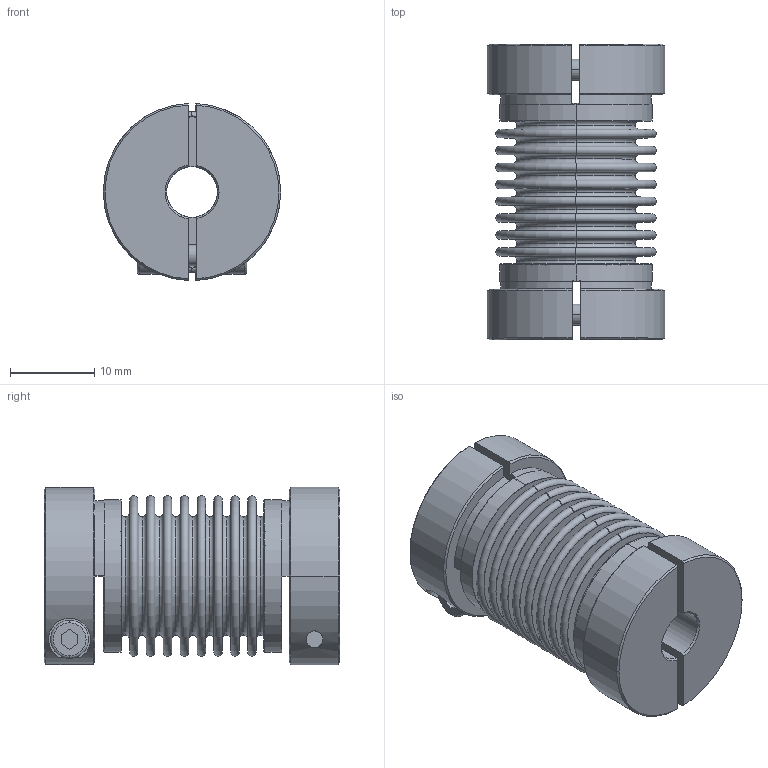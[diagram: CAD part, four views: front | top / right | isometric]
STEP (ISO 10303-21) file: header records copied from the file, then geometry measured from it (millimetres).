
FILE_DESCRIPTION (( 'STEP AP203' ), '1' );
FILE_NAME ('M074_9403_06-06.STEP', '2018-07-23T07:06:01', ( '' ), ( '' ), 'SwSTEP 2.0', 'SolidWorks 2016', '' );
FILE_SCHEMA (( 'CONFIG_CONTROL_DESIGN' ));
Length unit declared in the file: millimetre
Products named in the file (1): M074_9403_06-06
Bounding box: 21 x 35 x 20.98 mm (x, y, z)
Volume: 4966 mm3; surface area: 9787.4 mm2
Topology: 5 solids, 5 shells, 266 faces, 584 edges, 368 vertices
Faces by surface type: torus 108, plane 86, cylinder 46, cone 26
Entity records: 7741 total; most frequent: DIRECTION 1490, CARTESIAN_POINT 1467, ORIENTED_EDGE 1168, AXIS2_PLACEMENT_3D 671, EDGE_CURVE 584, CIRCLE 404, VERTEX_POINT 368, EDGE_LOOP 320
